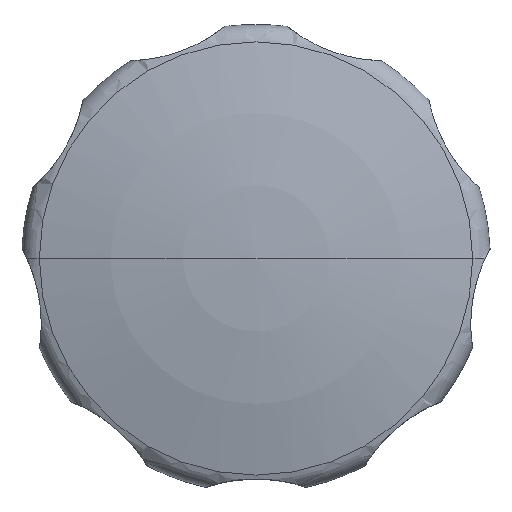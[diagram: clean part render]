
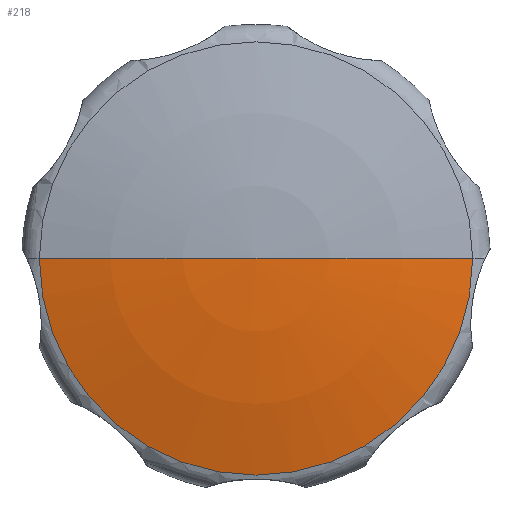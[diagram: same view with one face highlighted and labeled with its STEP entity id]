
A CAD part, top view. The second image highlights one B-rep face of the part: STEP entity #218.
In plain terms, the highlighted spherical face has radius 55.383 mm.
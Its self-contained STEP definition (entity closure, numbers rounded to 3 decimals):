
#216=VERTEX_POINT('',#616);
#218=ADVANCED_FACE('',(#618),#619,.T.);
#230=EDGE_CURVE('',#554,#272,#632,.T.);
#238=EDGE_CURVE('',#554,#216,#640,.T.);
#272=VERTEX_POINT('',#677);
#282=EDGE_CURVE('',#272,#216,#689,.T.);
#554=VERTEX_POINT('',#987);
#616=CARTESIAN_POINT('',(13.876,0.,17.234));
#618=FACE_OUTER_BOUND('',#1046,.T.);
#619=SPHERICAL_SURFACE('',#1047,55.383);
#632=CIRCLE('',#1121,55.383);
#640=CIRCLE('',#1132,13.876);
#677=CARTESIAN_POINT('',(0.,0.,19.));
#689=CIRCLE('',#1249,55.383);
#987=CARTESIAN_POINT('',(-13.876,0.,17.234));
#1046=EDGE_LOOP('',(#2178,#2179,#2180));
#1047=AXIS2_PLACEMENT_3D('',#2181,#2182,#2183);
#1121=AXIS2_PLACEMENT_3D('',#2192,#2193,#2194);
#1132=AXIS2_PLACEMENT_3D('',#2201,#2202,#2203);
#1249=AXIS2_PLACEMENT_3D('',#2265,#2266,#2267);
#2178=ORIENTED_EDGE('',*,*,#230,.F.);
#2179=ORIENTED_EDGE('',*,*,#238,.T.);
#2180=ORIENTED_EDGE('',*,*,#282,.F.);
#2181=CARTESIAN_POINT('',(0.,0.,-36.383));
#2182=DIRECTION('',(0.0,0.0,1.0));
#2183=DIRECTION('',(-1.0,0.,0.0));
#2192=CARTESIAN_POINT('',(0.,0.,-36.383));
#2193=DIRECTION('',(0.,1.0,0.0));
#2194=DIRECTION('',(0.0,-0.0,-1.0));
#2201=CARTESIAN_POINT('',(0.,0.,17.234));
#2202=DIRECTION('',(0.0,0.0,1.0));
#2203=DIRECTION('',(-1.0,0.,0.0));
#2265=CARTESIAN_POINT('',(0.,0.,-36.383));
#2266=DIRECTION('',(0.,1.0,0.0));
#2267=DIRECTION('',(0.0,-0.0,-1.0));
